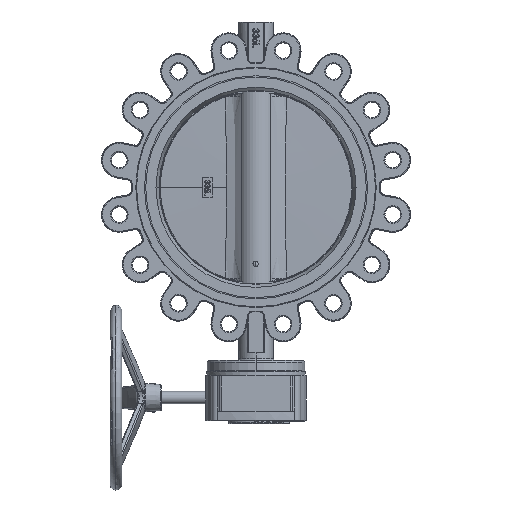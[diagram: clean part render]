
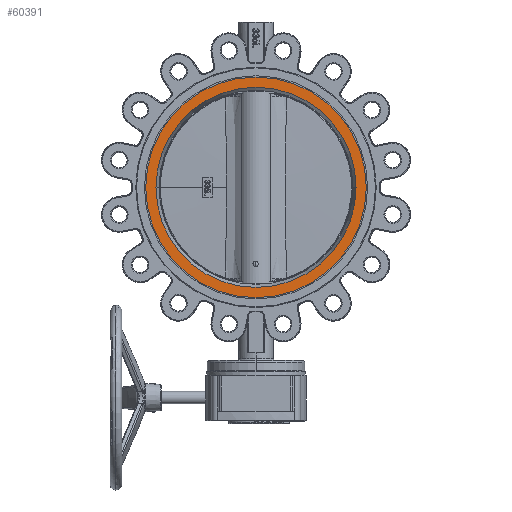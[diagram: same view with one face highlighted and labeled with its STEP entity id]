
A CAD part, top view. The second image highlights one B-rep face of the part: STEP entity #60391.
In plain terms, the highlighted planar face has unit normal (0, 0, 1).
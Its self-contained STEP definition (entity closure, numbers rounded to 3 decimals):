
#642 = DIRECTION ( 'NONE',  ( 1., 0., 0. ) ) ;
#5288 = CARTESIAN_POINT ( 'NONE',  ( 154.318, 0., 40.5 ) ) ;
#5845 = DIRECTION ( 'NONE',  ( 0., 0., 1. ) ) ;
#7027 = VERTEX_POINT ( 'NONE', #44447 ) ;
#7047 = CARTESIAN_POINT ( 'NONE',  ( 0., 0., 40.5 ) ) ;
#9057 = AXIS2_PLACEMENT_3D ( 'NONE', #67547, #26960, #37589 ) ;
#10345 = DIRECTION ( 'NONE',  ( 0., 0., 1. ) ) ;
#13312 = CARTESIAN_POINT ( 'NONE',  ( 0., 0., 40.5 ) ) ;
#14660 = AXIS2_PLACEMENT_3D ( 'NONE', #13312, #20142, #36844 ) ;
#15214 = CIRCLE ( 'NONE', #68495, 154.318 ) ;
#15574 = FACE_BOUND ( 'NONE', #40486, .T. ) ;
#15679 = CARTESIAN_POINT ( 'NONE',  ( 0., 0., 40.5 ) ) ;
#16391 = CIRCLE ( 'NONE', #63627, 170.1 ) ;
#17636 = EDGE_CURVE ( 'NONE', #56663, #57491, #15214, .T. ) ;
#19662 = ORIENTED_EDGE ( 'NONE', *, *, #17636, .F. ) ;
#20129 = PLANE ( 'NONE',  #9057 ) ;
#20142 = DIRECTION ( 'NONE',  ( 0., 0., 1. ) ) ;
#20344 = EDGE_CURVE ( 'NONE', #7027, #66041, #61506, .T. ) ;
#22483 = DIRECTION ( 'NONE',  ( 1., 0., 0. ) ) ;
#22910 = CARTESIAN_POINT ( 'NONE',  ( 0., 0., 40.5 ) ) ;
#23099 = ORIENTED_EDGE ( 'NONE', *, *, #20344, .T. ) ;
#26960 = DIRECTION ( 'NONE',  ( 0., 0., -1. ) ) ;
#28809 = AXIS2_PLACEMENT_3D ( 'NONE', #15679, #10345, #22483 ) ;
#31137 = FACE_OUTER_BOUND ( 'NONE', #69983, .T. ) ;
#36844 = DIRECTION ( 'NONE',  ( 1., 0., 0. ) ) ;
#37589 = DIRECTION ( 'NONE',  ( -1., 0., 0. ) ) ;
#38357 = EDGE_CURVE ( 'NONE', #66041, #7027, #16391, .T. ) ;
#40486 = EDGE_LOOP ( 'NONE', ( #19662, #64656 ) ) ;
#40955 = CARTESIAN_POINT ( 'NONE',  ( -154.318, 0., 40.5 ) ) ;
#41212 = DIRECTION ( 'NONE',  ( 0., 0., 1. ) ) ;
#44447 = CARTESIAN_POINT ( 'NONE',  ( 170.1, 0., 40.5 ) ) ;
#51406 = CARTESIAN_POINT ( 'NONE',  ( -170.1, 0., 40.5 ) ) ;
#51662 = EDGE_CURVE ( 'NONE', #57491, #56663, #74011, .T. ) ;
#56663 = VERTEX_POINT ( 'NONE', #5288 ) ;
#57491 = VERTEX_POINT ( 'NONE', #40955 ) ;
#60391 = ADVANCED_FACE ( 'NONE', ( #15574, #31137 ), #20129, .F. ) ;
#61506 = CIRCLE ( 'NONE', #28809, 170.1 ) ;
#63627 = AXIS2_PLACEMENT_3D ( 'NONE', #22910, #5845, #69191 ) ;
#64656 = ORIENTED_EDGE ( 'NONE', *, *, #51662, .F. ) ;
#66041 = VERTEX_POINT ( 'NONE', #51406 ) ;
#67547 = CARTESIAN_POINT ( 'NONE',  ( -154.318, 0., 40.5 ) ) ;
#68495 = AXIS2_PLACEMENT_3D ( 'NONE', #7047, #41212, #642 ) ;
#69191 = DIRECTION ( 'NONE',  ( 1., 0., 0. ) ) ;
#69983 = EDGE_LOOP ( 'NONE', ( #23099, #71587 ) ) ;
#71587 = ORIENTED_EDGE ( 'NONE', *, *, #38357, .T. ) ;
#74011 = CIRCLE ( 'NONE', #14660, 154.318 ) ;
